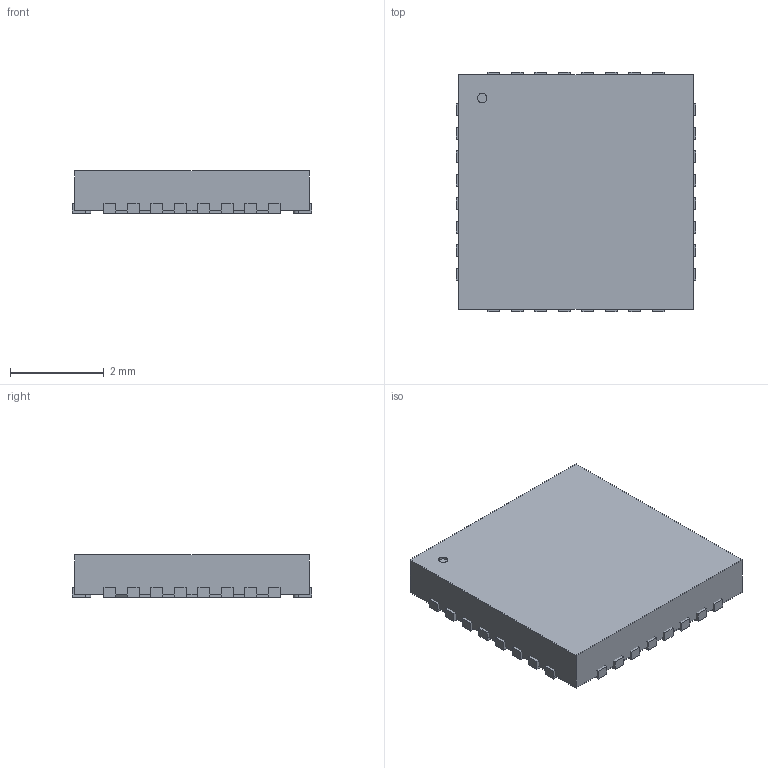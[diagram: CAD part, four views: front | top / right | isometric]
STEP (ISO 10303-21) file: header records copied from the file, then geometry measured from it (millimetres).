
FILE_DESCRIPTION(('FreeCAD Model'),'2;1');
FILE_NAME('QFN32.stp', '2015-01-16T07:33:09',('FreeCAD'),('FreeCAD'), 'Open CASCADE STEP processor 6.7','FreeCAD','Unknown');
FILE_SCHEMA(('AUTOMOTIVE_DESIGN_CC2 { 1 2 10303 214 -1 1 5 4 }'));
Length unit declared in the file: millimetre
Products named in the file (3): Pad001; Pocket; Array001
Bounding box: 5.1 x 5.1 x 0.9 mm (x, y, z)
Volume: 22.5 mm3; surface area: 105.7 mm2
Topology: 34 solids, 34 shells, 207 faces, 414 edges, 276 vertices
Faces by surface type: plane 174, cylinder 33
Full cylindrical faces by diameter (mm): 0.2 x1
Entity records: 11071 total; most frequent: CARTESIAN_POINT 1924, DIRECTION 1691, LINE 1110, VECTOR 1110, ORIENTED_EDGE 828, PCURVE 828, DEFINITIONAL_REPRESENTATION 828, EDGE_CURVE 414
